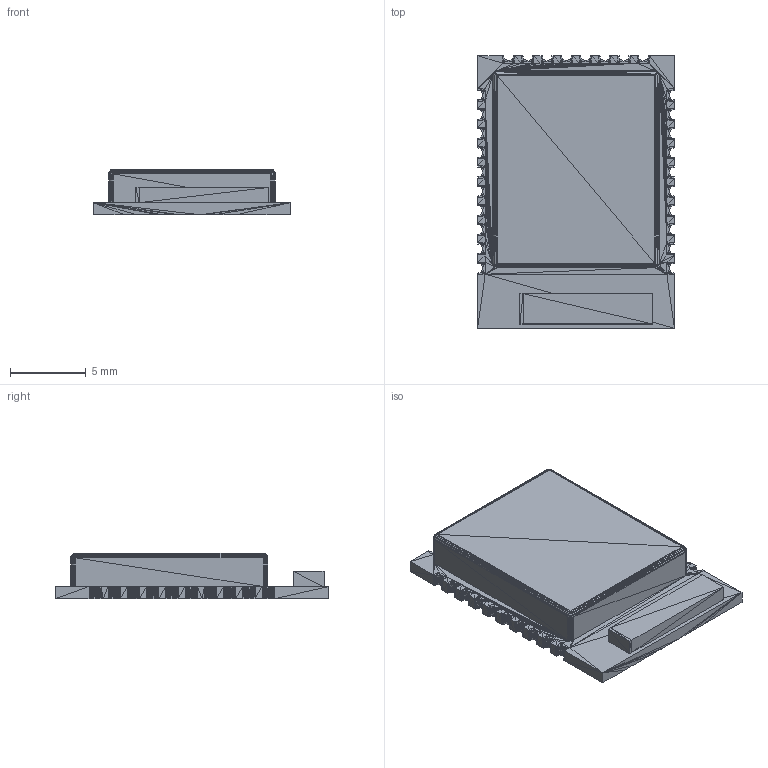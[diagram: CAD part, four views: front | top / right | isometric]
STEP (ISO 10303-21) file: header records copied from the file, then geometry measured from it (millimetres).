
FILE_DESCRIPTION(('LCKiConverter Model lckicad.xtoolbox.org','uuid: Std:d35454f22f9c49c79270a175b95b0ecc'),'2;1');
FILE_NAME('WIRELM-SMD_L18.0-W13.0-H3.0-E73-2G4M08S1C.step','2024-05-02T16:11:15.749Z',('LCEDA'),( ''),'LCKiConverter','LCKiConverter','');
FILE_SCHEMA(('AUTOMOTIVE_DESIGN { 1 0 10303 214 1 1 1 1 }'));
Length unit declared in the file: millimetre
Products named in the file (1): WIRELM-SMD_L18.0-W13.0-H3.0-E73-2G4M08S1C
Bounding box: 13 x 18 x 3 mm (x, y, z)
Surface area: 677.6 mm2 (no closed solid volume)
Topology: 0 solids, 4 shells, 2966 faces, 4443 edges, 1484 vertices
Faces by surface type: plane 2966
Entity records: 61029 total; most frequent: DIRECTION 10410, ORIENTED_EDGE 8928, CARTESIAN_POINT 8921, EDGE_CURVE 4456, LINE 4456, VECTOR 4456, AXIS2_PLACEMENT_3D 2977, ADVANCED_FACE 2976
